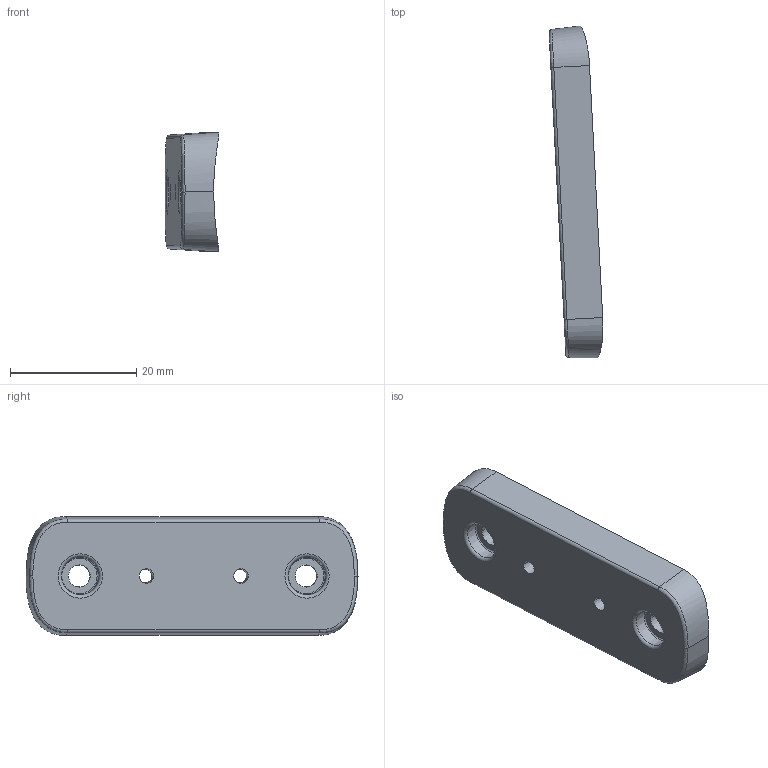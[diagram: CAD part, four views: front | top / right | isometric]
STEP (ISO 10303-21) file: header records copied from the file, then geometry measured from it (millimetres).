
FILE_DESCRIPTION (( 'STEP AP203' ), '1' );
FILE_NAME ('251001_AKVO_SUM_IsolatorBracket_PART_00.STEP', '2016-01-08T14:37:35', ( '' ), ( '' ), 'SwSTEP 2.0', 'SolidWorks 2015', '' );
FILE_SCHEMA (( 'CONFIG_CONTROL_DESIGN' ));
Length unit declared in the file: millimetre
Products named in the file (1): 251001_AKVO_SUM_IsolatorBracket_PART_00
Bounding box: 8.54 x 52.63 x 18.86 mm (x, y, z)
Volume: 2852 mm3; surface area: 3823.8 mm2
Topology: 1 solids, 1 shells, 518 faces, 1104 edges, 602 vertices
Faces by surface type: bspline 192, cylinder 111, sphere 76, plane 69, torus 36, cone 34
Entity records: 19101 total; most frequent: CARTESIAN_POINT 9291, ORIENTED_EDGE 2188, DIRECTION 1854, EDGE_CURVE 1094, AXIS2_PLACEMENT_3D 809, VERTEX_POINT 598, EDGE_LOOP 546, FACE_OUTER_BOUND 522
